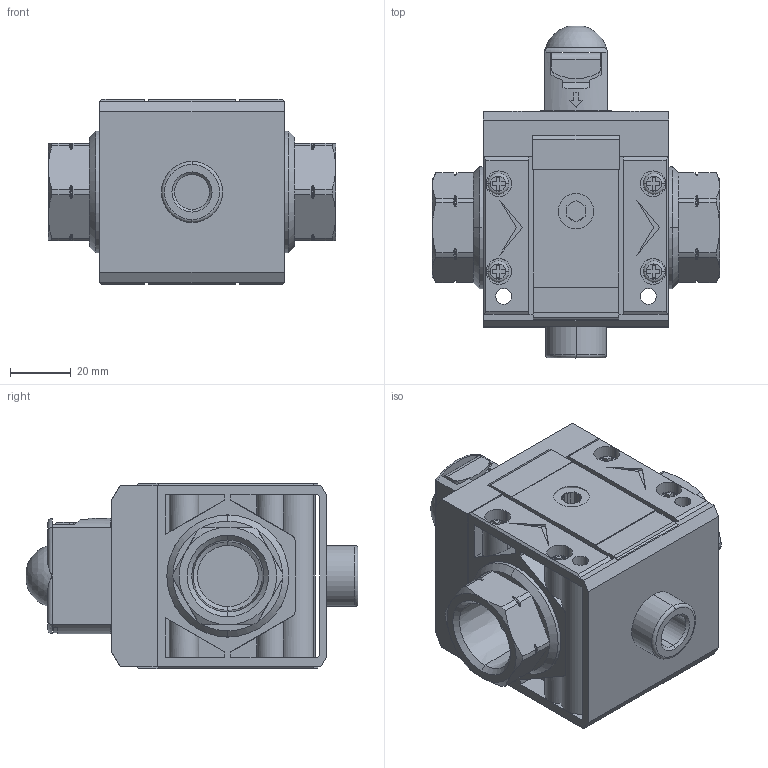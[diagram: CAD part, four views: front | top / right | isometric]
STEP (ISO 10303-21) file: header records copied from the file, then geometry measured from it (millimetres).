
FILE_DESCRIPTION (( 'STEP AP203' ), '1' );
FILE_NAME ('5U25V105.step', '2025-01-14T21:12:09', ( '' ), ( '' ), 'SwSTEP 2.0', 'SolidWorks 2024', '' );
FILE_SCHEMA (( 'CONFIG_CONTROL_DESIGN' ));
Length unit declared in the file: millimetre
Products named in the file (1): 5U25V105
Bounding box: 94.3 x 108.91 x 61 mm (x, y, z)
Volume: 263312 mm3; surface area: 77157.9 mm2
Topology: 13 solids, 13 shells, 912 faces, 2329 edges, 1495 vertices
Faces by surface type: plane 450, cylinder 250, cone 110, torus 92, bspline 8, sphere 2
Entity records: 28761 total; most frequent: CARTESIAN_POINT 6598, ORIENTED_EDGE 4648, DIRECTION 4555, EDGE_CURVE 2324, AXIS2_PLACEMENT_3D 1636, VERTEX_POINT 1492, VECTOR 1283, LINE 1283
